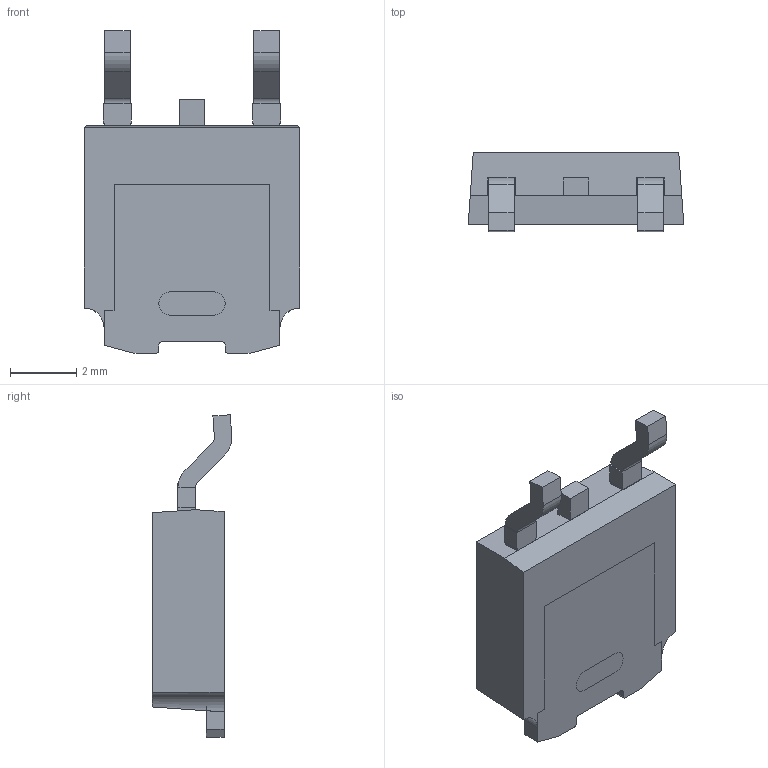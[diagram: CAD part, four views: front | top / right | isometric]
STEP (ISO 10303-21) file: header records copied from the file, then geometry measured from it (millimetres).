
FILE_DESCRIPTION (( 'STEP AP214' ), '1' );
FILE_NAME ('L7805CDT-TR.STEP', '2023-02-22T07:41:09', ( '' ), ( '' ), 'SwSTEP 2.0', 'SolidWorks 2017', '' );
FILE_SCHEMA (( 'AUTOMOTIVE_DESIGN' ));
Length unit declared in the file: millimetre
Products named in the file (2): L7805CDT-TR; L7805CDT-TR_L7805CDT-TR
Assembly tree (1 placements, depth 2):
  L7805CDT-TR
    L7805CDT-TR_L7805CDT-TR
Bounding box: 6.5 x 2.4 x 9.72 mm (x, y, z)
Volume: 86.4 mm3; surface area: 215.2 mm2
Topology: 5 solids, 5 shells, 96 faces, 245 edges, 160 vertices
Faces by surface type: plane 78, cylinder 18
Entity records: 2971 total; most frequent: CARTESIAN_POINT 517, ORIENTED_EDGE 490, DIRECTION 477, EDGE_CURVE 245, LINE 205, VECTOR 205, VERTEX_POINT 160, AXIS2_PLACEMENT_3D 136
